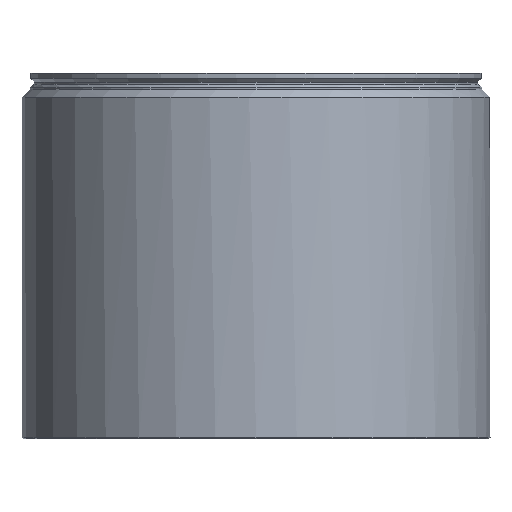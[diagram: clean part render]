
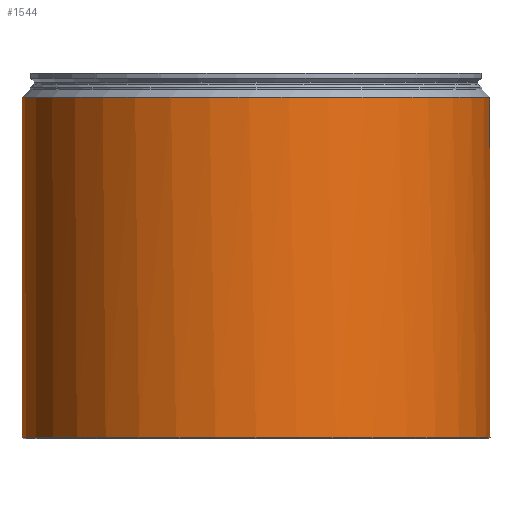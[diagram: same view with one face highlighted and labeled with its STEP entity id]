
A CAD part, front view. The second image highlights one B-rep face of the part: STEP entity #1544.
In plain terms, the highlighted cylindrical face has radius 46.2 mm (diameter 92.4 mm), a full revolution.
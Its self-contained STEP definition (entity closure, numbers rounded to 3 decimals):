
#203=FACE_OUTER_BOUND('',#294,.T.);
#294=EDGE_LOOP('',(#1435,#1436,#1437,#1438,#1439,#1440,#1441,#1442));
#348=CIRCLE('',#1640,46.2);
#351=CIRCLE('',#1648,46.2);
#352=CIRCLE('',#1649,46.2);
#359=CIRCLE('',#1678,46.2);
#465=LINE('',#3540,#592);
#468=LINE('',#3584,#595);
#486=LINE('',#3665,#613);
#592=VECTOR('',#1971,10.);
#595=VECTOR('',#1984,10.);
#613=VECTOR('',#2074,46.2);
#742=VERTEX_POINT('',#3535);
#743=VERTEX_POINT('',#3539);
#744=VERTEX_POINT('',#3545);
#752=VERTEX_POINT('',#3583);
#758=VERTEX_POINT('',#3607);
#764=VERTEX_POINT('',#3661);
#942=EDGE_CURVE('',#743,#742,#465,.T.);
#944=EDGE_CURVE('',#743,#744,#348,.T.);
#956=EDGE_CURVE('',#752,#744,#468,.T.);
#965=EDGE_CURVE('',#752,#758,#351,.T.);
#966=EDGE_CURVE('',#758,#742,#352,.T.);
#989=EDGE_CURVE('',#764,#764,#359,.T.);
#990=EDGE_CURVE('',#764,#758,#486,.T.);
#1435=ORIENTED_EDGE('',*,*,#989,.F.);
#1436=ORIENTED_EDGE('',*,*,#990,.T.);
#1437=ORIENTED_EDGE('',*,*,#965,.F.);
#1438=ORIENTED_EDGE('',*,*,#956,.T.);
#1439=ORIENTED_EDGE('',*,*,#944,.F.);
#1440=ORIENTED_EDGE('',*,*,#942,.T.);
#1441=ORIENTED_EDGE('',*,*,#966,.F.);
#1442=ORIENTED_EDGE('',*,*,#990,.F.);
#1461=CYLINDRICAL_SURFACE('',#1679,46.2);
#1544=ADVANCED_FACE('',(#203),#1461,.T.);
#1640=AXIS2_PLACEMENT_3D('',#3546,#1974,#1975);
#1648=AXIS2_PLACEMENT_3D('',#3608,#1997,#1998);
#1649=AXIS2_PLACEMENT_3D('',#3609,#1999,#2000);
#1678=AXIS2_PLACEMENT_3D('',#3663,#2070,#2071);
#1679=AXIS2_PLACEMENT_3D('',#3664,#2072,#2073);
#1971=DIRECTION('',(0.,0.,1.));
#1974=DIRECTION('center_axis',(0.,0.,1.));
#1975=DIRECTION('ref_axis',(1.,0.,0.));
#1984=DIRECTION('',(0.,0.,-1.));
#1997=DIRECTION('center_axis',(0.,0.,1.));
#1998=DIRECTION('ref_axis',(1.,0.,0.));
#1999=DIRECTION('center_axis',(0.,0.,1.));
#2000=DIRECTION('ref_axis',(1.,0.,0.));
#2070=DIRECTION('center_axis',(0.,0.,-1.));
#2071=DIRECTION('ref_axis',(1.,0.,0.));
#2072=DIRECTION('center_axis',(0.,0.,-1.));
#2073=DIRECTION('ref_axis',(1.,0.,0.));
#2074=DIRECTION('',(0.,0.,1.));
#3535=CARTESIAN_POINT('',(19.247,43.,-6.7));
#3539=CARTESIAN_POINT('',(19.247,43.,-11.));
#3540=CARTESIAN_POINT('',(19.247,43.,-5.1));
#3545=CARTESIAN_POINT('',(-19.247,43.,-11.));
#3546=CARTESIAN_POINT('Origin',(0.,1.,-11.));
#3583=CARTESIAN_POINT('',(-19.247,43.,-6.7));
#3584=CARTESIAN_POINT('',(-19.247,43.,-5.1));
#3607=CARTESIAN_POINT('',(-46.2,1.,-6.7));
#3608=CARTESIAN_POINT('Origin',(0.,1.,-6.7));
#3609=CARTESIAN_POINT('Origin',(0.,1.,-6.7));
#3661=CARTESIAN_POINT('',(-46.2,1.,-73.9));
#3663=CARTESIAN_POINT('Origin',(0.,1.,-73.9));
#3664=CARTESIAN_POINT('Origin',(0.,1.,-10.1));
#3665=CARTESIAN_POINT('',(-46.2,1.,-10.1));
